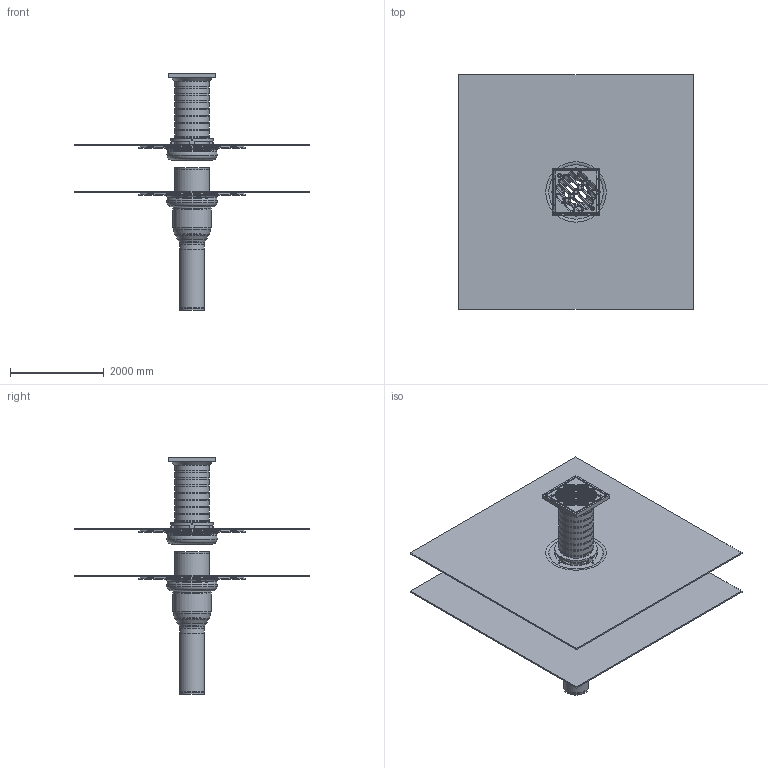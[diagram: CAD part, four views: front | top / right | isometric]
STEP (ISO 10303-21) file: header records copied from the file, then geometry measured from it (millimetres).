
FILE_DESCRIPTION(/* description */ (''),/* implementation_level */ '2;1');
FILE_NAME(/* name */ '15282.050X_3D.stp',/* time_stamp */ '2024-12-11T14:56:15+01:00',/* author */ ('CAD'),/* organization */ (''),/* preprocessor_version */ 'ST-DEVELOPER v20',/* originating_system */ 'AutoCAD Mechanical',/* authorisation */ '');
FILE_SCHEMA (('AUTOMOTIVE_DESIGN { 1 0 10303 214 3 1 1 }'));
Length unit declared in the file: centimetre
Products named in the file (2): Product; *S0
Assembly tree (1 placements, depth 2):
  Product
    *S0
Bounding box: 5000 x 5000 x 5037.7 mm (x, y, z)
Volume: 2024285288.2 mm3; surface area: 151951615 mm2
Topology: 16 solids, 16 shells, 649 faces, 1570 edges, 989 vertices
Faces by surface type: cylinder 204, plane 191, torus 146, cone 90, sphere 16, bspline 2
Full cylindrical faces by diameter (mm): 20 x16, 35 x2, 85 x2, 500 x2, 530 x2, 698 x1, 720 x8, 730 x11, 736 x1, 770 x5, 780 x1, 810 x4, 885 x2, 900 x1, 901 x2, 905 x2, 953.818 x2, 965 x4
Entity records: 20965 total; most frequent: CARTESIAN_POINT 4967, DIRECTION 3641, ORIENTED_EDGE 3138, EDGE_CURVE 1569, AXIS2_PLACEMENT_3D 1513, VERTEX_POINT 987, CIRCLE 861, EDGE_LOOP 770
